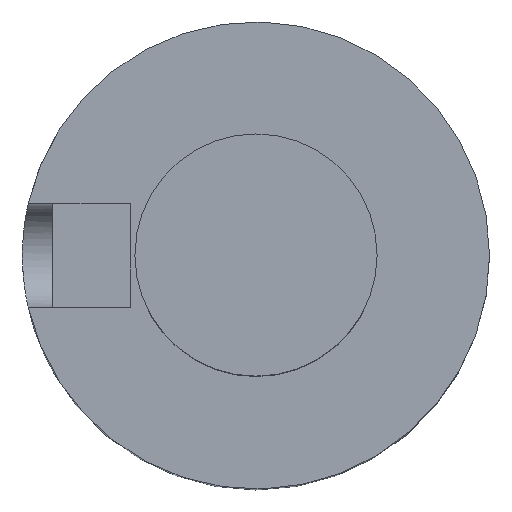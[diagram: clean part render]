
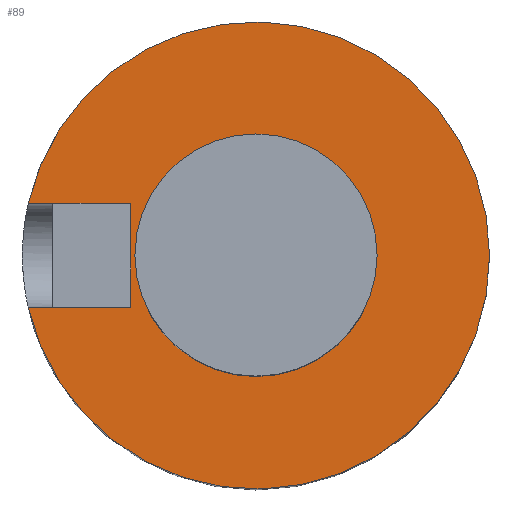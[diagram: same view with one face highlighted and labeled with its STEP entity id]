
A CAD part, top view. The second image highlights one B-rep face of the part: STEP entity #89.
In plain terms, the highlighted planar face has unit normal (0, 0, 1).
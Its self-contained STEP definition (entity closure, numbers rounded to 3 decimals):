
#54=PLANE('',#382);
#70=FACE_OUTER_BOUND('',#119,.T.);
#89=ADVANCED_FACE('',(#70),#54,.T.);
#119=EDGE_LOOP('',(#161,#162,#163,#164));
#143=CIRCLE('',#380,27.);
#161=ORIENTED_EDGE('',*,*,#261,.T.);
#162=ORIENTED_EDGE('',*,*,#263,.T.);
#163=ORIENTED_EDGE('',*,*,#264,.T.);
#164=ORIENTED_EDGE('',*,*,#265,.T.);
#235=VERTEX_POINT('',#537);
#236=VERTEX_POINT('',#539);
#237=VERTEX_POINT('',#543);
#238=VERTEX_POINT('',#545);
#261=EDGE_CURVE('',#236,#235,#143,.T.);
#263=EDGE_CURVE('',#235,#237,#295,.T.);
#264=EDGE_CURVE('',#237,#238,#296,.T.);
#265=EDGE_CURVE('',#238,#236,#297,.T.);
#295=LINE('',#542,#322);
#296=LINE('',#544,#323);
#297=LINE('',#546,#324);
#322=VECTOR('',#434,1.);
#323=VECTOR('',#435,1.);
#324=VECTOR('',#436,1.);
#380=AXIS2_PLACEMENT_3D('',#538,#429,#430);
#382=AXIS2_PLACEMENT_3D('',#547,#437,#438);
#429=DIRECTION('',(0.,0.,1.));
#430=DIRECTION('',(-1.,0.,0.));
#434=DIRECTION('',(1.,0.,0.));
#435=DIRECTION('',(0.,-1.,0.));
#436=DIRECTION('',(-1.,0.,0.));
#437=DIRECTION('',(0.,0.,1.));
#438=DIRECTION('',(-1.,0.,0.));
#537=CARTESIAN_POINT('',(-26.325,6.,0.));
#538=CARTESIAN_POINT('',(0.,0.,0.));
#539=CARTESIAN_POINT('',(-26.325,-6.,0.));
#542=CARTESIAN_POINT('',(0.,6.,0.));
#543=CARTESIAN_POINT('',(-14.5,6.,0.));
#544=CARTESIAN_POINT('',(-14.5,0.,0.));
#545=CARTESIAN_POINT('',(-14.5,-6.,0.));
#546=CARTESIAN_POINT('',(0.,-6.,0.));
#547=CARTESIAN_POINT('',(0.,0.,0.));
